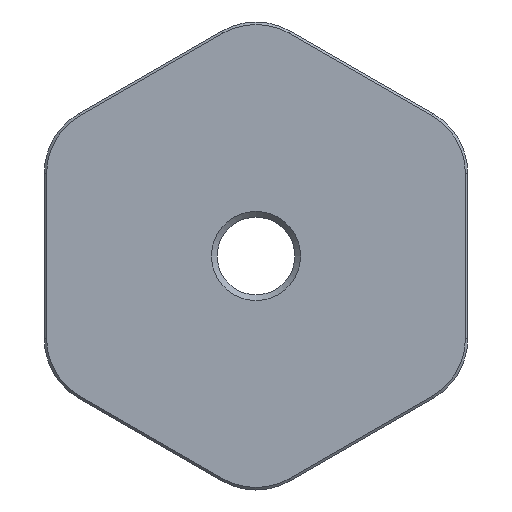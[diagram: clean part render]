
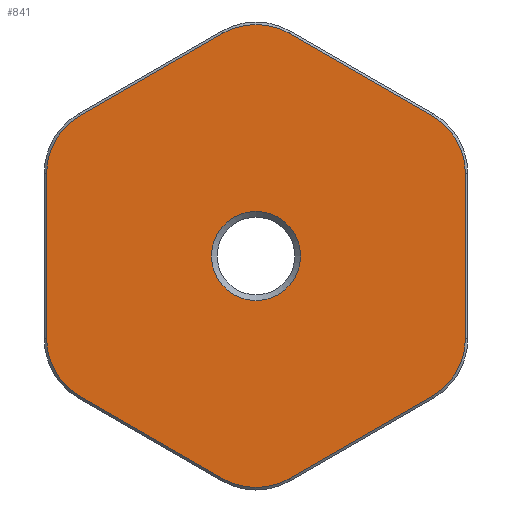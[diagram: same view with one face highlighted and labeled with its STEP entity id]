
A CAD part, front view. The second image highlights one B-rep face of the part: STEP entity #841.
In plain terms, the highlighted planar face has unit normal (0, -1, 0).
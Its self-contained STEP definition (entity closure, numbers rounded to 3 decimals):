
#33=FACE_BOUND('',#152,.T.);
#49=PLANE('',#945);
#92=FACE_OUTER_BOUND('',#151,.T.);
#151=EDGE_LOOP('',(#684,#685,#686,#687,#688,#689,#690,#691,#692,#693,#694,
#695));
#152=EDGE_LOOP('',(#696));
#184=LINE('',#1352,#254);
#189=LINE('',#1366,#259);
#193=LINE('',#1378,#263);
#197=LINE('',#1390,#267);
#201=LINE('',#1402,#271);
#205=LINE('',#1414,#275);
#254=VECTOR('',#1062,10.);
#259=VECTOR('',#1075,10.);
#263=VECTOR('',#1087,10.);
#267=VECTOR('',#1099,10.);
#271=VECTOR('',#1111,10.);
#275=VECTOR('',#1123,10.);
#337=CIRCLE('',#914,5.783);
#339=CIRCLE('',#918,5.783);
#341=CIRCLE('',#922,5.783);
#343=CIRCLE('',#926,5.783);
#345=CIRCLE('',#930,5.783);
#347=CIRCLE('',#934,5.783);
#352=CIRCLE('',#946,3.89);
#386=VERTEX_POINT('',#1349);
#387=VERTEX_POINT('',#1351);
#390=VERTEX_POINT('',#1358);
#392=VERTEX_POINT('',#1364);
#394=VERTEX_POINT('',#1370);
#396=VERTEX_POINT('',#1376);
#398=VERTEX_POINT('',#1382);
#400=VERTEX_POINT('',#1388);
#402=VERTEX_POINT('',#1394);
#404=VERTEX_POINT('',#1400);
#406=VERTEX_POINT('',#1406);
#408=VERTEX_POINT('',#1412);
#416=VERTEX_POINT('',#1446);
#467=EDGE_CURVE('',#386,#387,#184,.F.);
#471=EDGE_CURVE('',#390,#386,#337,.F.);
#474=EDGE_CURVE('',#392,#390,#189,.F.);
#477=EDGE_CURVE('',#394,#392,#339,.F.);
#480=EDGE_CURVE('',#396,#394,#193,.F.);
#483=EDGE_CURVE('',#398,#396,#341,.F.);
#486=EDGE_CURVE('',#400,#398,#197,.F.);
#489=EDGE_CURVE('',#402,#400,#343,.F.);
#492=EDGE_CURVE('',#404,#402,#201,.F.);
#495=EDGE_CURVE('',#406,#404,#345,.F.);
#498=EDGE_CURVE('',#408,#406,#205,.F.);
#500=EDGE_CURVE('',#387,#408,#347,.F.);
#515=EDGE_CURVE('',#416,#416,#352,.T.);
#684=ORIENTED_EDGE('',*,*,#467,.F.);
#685=ORIENTED_EDGE('',*,*,#471,.F.);
#686=ORIENTED_EDGE('',*,*,#474,.F.);
#687=ORIENTED_EDGE('',*,*,#477,.F.);
#688=ORIENTED_EDGE('',*,*,#480,.F.);
#689=ORIENTED_EDGE('',*,*,#483,.F.);
#690=ORIENTED_EDGE('',*,*,#486,.F.);
#691=ORIENTED_EDGE('',*,*,#489,.F.);
#692=ORIENTED_EDGE('',*,*,#492,.F.);
#693=ORIENTED_EDGE('',*,*,#495,.F.);
#694=ORIENTED_EDGE('',*,*,#498,.F.);
#695=ORIENTED_EDGE('',*,*,#500,.F.);
#696=ORIENTED_EDGE('',*,*,#515,.F.);
#841=ADVANCED_FACE('',(#92,#33),#49,.F.);
#914=AXIS2_PLACEMENT_3D('',#1360,#1068,#1069);
#918=AXIS2_PLACEMENT_3D('',#1372,#1080,#1081);
#922=AXIS2_PLACEMENT_3D('',#1384,#1092,#1093);
#926=AXIS2_PLACEMENT_3D('',#1396,#1104,#1105);
#930=AXIS2_PLACEMENT_3D('',#1408,#1116,#1117);
#934=AXIS2_PLACEMENT_3D('',#1417,#1127,#1128);
#945=AXIS2_PLACEMENT_3D('',#1445,#1159,#1160);
#946=AXIS2_PLACEMENT_3D('',#1447,#1161,#1162);
#1062=DIRECTION('',(-0.866,0.,-0.5));
#1068=DIRECTION('center_axis',(0.,-1.,0.));
#1069=DIRECTION('ref_axis',(-0.866,0.,-0.5));
#1075=DIRECTION('',(0.,0.,-1.));
#1080=DIRECTION('center_axis',(0.,-1.,0.));
#1081=DIRECTION('ref_axis',(-0.866,0.,0.5));
#1087=DIRECTION('',(0.866,0.,-0.5));
#1092=DIRECTION('center_axis',(0.,-1.,0.));
#1093=DIRECTION('ref_axis',(-0.866,0.,-0.5));
#1099=DIRECTION('',(0.866,0.,0.5));
#1104=DIRECTION('center_axis',(0.,-1.,0.));
#1105=DIRECTION('ref_axis',(0.,0.,
-1.));
#1111=DIRECTION('',(0.,0.,1.));
#1116=DIRECTION('center_axis',(0.,-1.,0.));
#1117=DIRECTION('ref_axis',(0.866,0.,-0.5));
#1123=DIRECTION('',(-0.866,0.,0.5));
#1127=DIRECTION('center_axis',(0.,-1.,0.));
#1128=DIRECTION('ref_axis',(-0.866,0.,0.5));
#1159=DIRECTION('center_axis',(0.,1.,0.));
#1160=DIRECTION('ref_axis',(-1.,0.,0.));
#1161=DIRECTION('center_axis',(0.,-1.,0.));
#1162=DIRECTION('ref_axis',(-1.,0.,0.));
#1349=CARTESIAN_POINT('',(-568.602,170.58,682.943));
#1351=CARTESIAN_POINT('',(-556.102,170.58,690.16));
#1352=CARTESIAN_POINT('',(-563.915,170.58,685.65));
#1358=CARTESIAN_POINT('',(-571.494,170.58,677.935));
#1360=CARTESIAN_POINT('Origin',(-565.711,170.58,677.935));
#1364=CARTESIAN_POINT('',(-571.494,170.58,663.501));
#1366=CARTESIAN_POINT('',(-571.494,170.58,668.914));
#1370=CARTESIAN_POINT('',(-568.602,170.58,658.493));
#1372=CARTESIAN_POINT('Origin',(-565.711,170.58,663.501));
#1376=CARTESIAN_POINT('',(-556.102,170.58,651.276));
#1378=CARTESIAN_POINT('',(-560.79,170.58,653.983));
#1382=CARTESIAN_POINT('',(-550.319,170.58,651.276));
#1384=CARTESIAN_POINT('Origin',(-553.211,170.58,656.284));
#1388=CARTESIAN_POINT('',(-537.819,170.58,658.493));
#1390=CARTESIAN_POINT('',(-542.507,170.58,655.787));
#1394=CARTESIAN_POINT('',(-534.928,170.58,663.501));
#1396=CARTESIAN_POINT('Origin',(-540.711,170.58,663.501));
#1400=CARTESIAN_POINT('',(-534.928,170.58,677.935));
#1402=CARTESIAN_POINT('',(-534.928,170.58,672.522));
#1406=CARTESIAN_POINT('',(-537.819,170.58,682.943));
#1408=CARTESIAN_POINT('Origin',(-540.711,170.58,677.935));
#1412=CARTESIAN_POINT('',(-550.319,170.58,690.16));
#1414=CARTESIAN_POINT('',(-545.632,170.58,687.454));
#1417=CARTESIAN_POINT('Origin',(-553.211,170.58,685.152));
#1445=CARTESIAN_POINT('Origin',(-553.211,170.58,670.718));
#1446=CARTESIAN_POINT('',(-549.321,170.58,670.718));
#1447=CARTESIAN_POINT('Origin',(-553.211,170.58,670.718));
